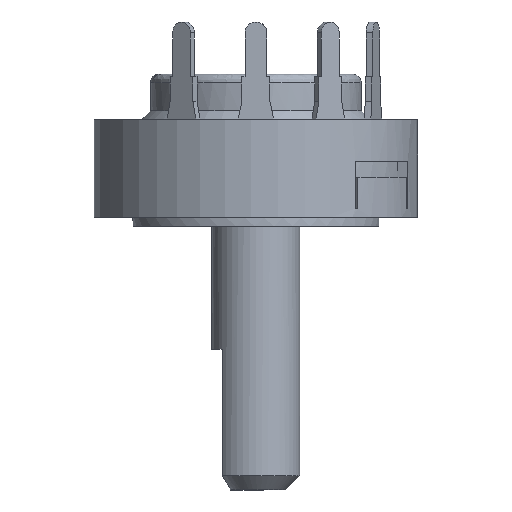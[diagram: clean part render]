
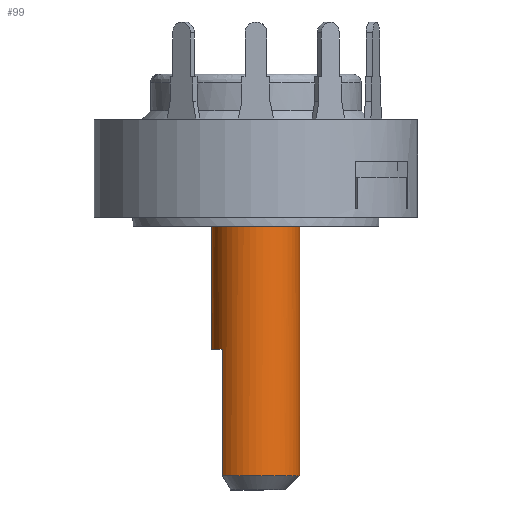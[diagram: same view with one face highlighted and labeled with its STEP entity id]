
A CAD part, front view. The second image highlights one B-rep face of the part: STEP entity #99.
In plain terms, the highlighted cylindrical face has radius 3.175 mm (diameter 6.35 mm), a full revolution.
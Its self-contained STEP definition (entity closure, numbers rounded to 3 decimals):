
#99=ADVANCED_FACE('',(#748),#11001,.T.);
#748=FACE_OUTER_BOUND('',#1397,.T.);
#1397=EDGE_LOOP('',(#2097,#2098,#2099,#2100,#2101,#2102,#2103,#2104));
#2097=ORIENTED_EDGE('',*,*,#5913,.T.);
#2098=ORIENTED_EDGE('',*,*,#5914,.T.);
#2099=ORIENTED_EDGE('',*,*,#5919,.F.);
#2100=ORIENTED_EDGE('',*,*,#5918,.T.);
#2101=ORIENTED_EDGE('',*,*,#5919,.T.);
#2102=ORIENTED_EDGE('',*,*,#5915,.T.);
#2103=ORIENTED_EDGE('',*,*,#5916,.T.);
#2104=ORIENTED_EDGE('',*,*,#5917,.T.);
#5913=EDGE_CURVE('',#9738,#9736,#7949,.T.);
#5914=EDGE_CURVE('',#9736,#9739,#7823,.T.);
#5915=EDGE_CURVE('',#9739,#9735,#7824,.T.);
#5916=EDGE_CURVE('',#9735,#9740,#7950,.T.);
#5917=EDGE_CURVE('',#9740,#9738,#7825,.T.);
#5918=EDGE_CURVE('',#9737,#9737,#7826,.T.);
#5919=EDGE_CURVE('',#9737,#9739,#7951,.T.);
#7823=(
BOUNDED_CURVE()
B_SPLINE_CURVE(2,(#13004,#13005,#13006,#13007,#13008),.UNSPECIFIED.,.F.,
 .F.)
B_SPLINE_CURVE_WITH_KNOTS((3,2,3),(0.,0.133,0.267),
 .UNSPECIFIED.)
CURVE()
GEOMETRIC_REPRESENTATION_ITEM()
RATIONAL_B_SPLINE_CURVE((1.,0.861,1.,0.861,1.))
REPRESENTATION_ITEM('')
);
#7824=(
BOUNDED_CURVE()
B_SPLINE_CURVE(2,(#13009,#13010,#13011),.UNSPECIFIED.,.F.,.F.)
B_SPLINE_CURVE_WITH_KNOTS((3,3),(0.267,0.455),
 .UNSPECIFIED.)
CURVE()
GEOMETRIC_REPRESENTATION_ITEM()
RATIONAL_B_SPLINE_CURVE((1.,0.729,1.))
REPRESENTATION_ITEM('')
);
#7825=(
BOUNDED_CURVE()
B_SPLINE_CURVE(2,(#13014,#13015,#13016,#13017,#13018),.UNSPECIFIED.,.F.,
 .F.)
B_SPLINE_CURVE_WITH_KNOTS((3,2,3),(0.,0.165,0.33),
 .UNSPECIFIED.)
CURVE()
GEOMETRIC_REPRESENTATION_ITEM()
RATIONAL_B_SPLINE_CURVE((1.,0.79,1.,0.79,1.))
REPRESENTATION_ITEM('')
);
#7826=(
BOUNDED_CURVE()
B_SPLINE_CURVE(2,(#13019,#13020,#13021,#13022,#13023,#13024,#13025,#13026,
#13027),.UNSPECIFIED.,.T.,.F.)
B_SPLINE_CURVE_WITH_KNOTS((3,2,2,2,3),(0.,0.196,0.393,
0.589,0.785),.UNSPECIFIED.)
CURVE()
GEOMETRIC_REPRESENTATION_ITEM()
RATIONAL_B_SPLINE_CURVE((1.,0.707,1.,0.707,1.,0.707,
1.,0.707,1.))
REPRESENTATION_ITEM('')
);
#7949=B_SPLINE_CURVE_WITH_KNOTS('',1,(#13002,#13003),.UNSPECIFIED.,.F.,
 .F.,(2,2),(0.,0.36),.UNSPECIFIED.);
#7950=B_SPLINE_CURVE_WITH_KNOTS('',1,(#13012,#13013),.UNSPECIFIED.,.F.,
 .F.,(2,2),(0.,0.36),.UNSPECIFIED.);
#7951=B_SPLINE_CURVE_WITH_KNOTS('',1,(#13028,#13029),.UNSPECIFIED.,.F.,
 .F.,(2,2),(0.081,0.863),.UNSPECIFIED.);
#9735=VERTEX_POINT('',#12985);
#9736=VERTEX_POINT('',#12986);
#9737=VERTEX_POINT('',#12987);
#9738=VERTEX_POINT('',#12988);
#9739=VERTEX_POINT('',#12989);
#9740=VERTEX_POINT('',#12990);
#11001=CYLINDRICAL_SURFACE('',#11720,3.175);
#11720=AXIS2_PLACEMENT_3D('',#12980,#12341,$);
#12341=DIRECTION('',(0.,0.,-1.));
#12980=CARTESIAN_POINT('',(-24.721,78.796,-26.741));
#12985=CARTESIAN_POINT('',(-23.55,81.748,-36.672));
#12986=CARTESIAN_POINT('',(-27.166,76.771,-36.672));
#12987=CARTESIAN_POINT('',(-21.701,77.815,-16.809));
#12988=CARTESIAN_POINT('',(-27.166,76.771,-27.528));
#12989=CARTESIAN_POINT('',(-21.701,77.815,-36.672));
#12990=CARTESIAN_POINT('',(-23.55,81.748,-27.528));
#13002=CARTESIAN_POINT('',(-27.166,76.771,-27.528));
#13003=CARTESIAN_POINT('',(-27.166,76.771,-36.672));
#13004=CARTESIAN_POINT('',(-27.166,76.771,-36.672));
#13005=CARTESIAN_POINT('',(-25.968,75.326,-36.672));
#13006=CARTESIAN_POINT('',(-24.125,75.678,-36.672));
#13007=CARTESIAN_POINT('',(-22.281,76.03,-36.672));
#13008=CARTESIAN_POINT('',(-21.701,77.815,-36.672));
#13009=CARTESIAN_POINT('',(-21.701,77.815,-36.672));
#13010=CARTESIAN_POINT('',(-20.78,80.649,-36.672));
#13011=CARTESIAN_POINT('',(-23.55,81.748,-36.672));
#13012=CARTESIAN_POINT('',(-23.55,81.748,-36.672));
#13013=CARTESIAN_POINT('',(-23.55,81.748,-27.528));
#13014=CARTESIAN_POINT('',(-23.55,81.748,-27.528));
#13015=CARTESIAN_POINT('',(-25.841,82.657,-27.528));
#13016=CARTESIAN_POINT('',(-27.289,80.663,-27.528));
#13017=CARTESIAN_POINT('',(-28.738,78.669,-27.528));
#13018=CARTESIAN_POINT('',(-27.166,76.771,-27.528));
#13019=CARTESIAN_POINT('',(-21.701,77.815,-16.809));
#13020=CARTESIAN_POINT('',(-22.682,74.796,-16.809));
#13021=CARTESIAN_POINT('',(-25.702,75.777,-16.809));
#13022=CARTESIAN_POINT('',(-28.721,76.758,-16.809));
#13023=CARTESIAN_POINT('',(-27.74,79.778,-16.809));
#13024=CARTESIAN_POINT('',(-26.759,82.797,-16.809));
#13025=CARTESIAN_POINT('',(-23.739,81.816,-16.809));
#13026=CARTESIAN_POINT('',(-20.72,80.835,-16.809));
#13027=CARTESIAN_POINT('',(-21.701,77.815,-16.809));
#13028=CARTESIAN_POINT('',(-21.701,77.815,-16.809));
#13029=CARTESIAN_POINT('',(-21.701,77.815,-36.672));
